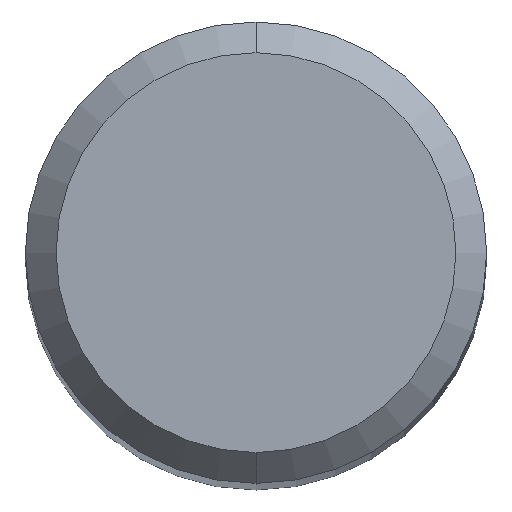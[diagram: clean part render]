
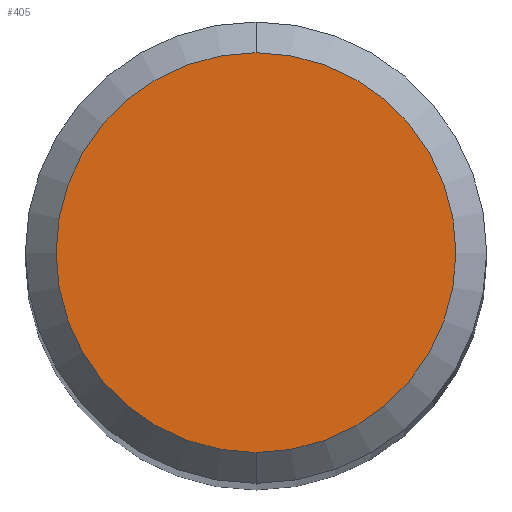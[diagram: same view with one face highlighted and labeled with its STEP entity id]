
A CAD part, top view. The second image highlights one B-rep face of the part: STEP entity #405.
In plain terms, the highlighted planar face has unit normal (0, 0, 1).
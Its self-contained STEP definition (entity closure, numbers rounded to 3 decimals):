
#231=EDGE_CURVE('',#379,#275,#542,.T.);
#247=EDGE_CURVE('',#275,#379,#560,.T.);
#275=VERTEX_POINT('',#590);
#379=VERTEX_POINT('',#705);
#405=ADVANCED_FACE('',(#733),#734,.T.);
#542=CIRCLE('',#913,2.6);
#560=CIRCLE('',#940,2.6);
#590=CARTESIAN_POINT('',(0.0,2.6,0.0));
#705=CARTESIAN_POINT('',(0.,-2.6,0.0));
#733=FACE_OUTER_BOUND('',#1321,.T.);
#734=PLANE('',#1322);
#913=AXIS2_PLACEMENT_3D('',#1496,#1497,#1498);
#940=AXIS2_PLACEMENT_3D('',#1519,#1520,#1521);
#1321=EDGE_LOOP('',(#1706,#1707));
#1322=AXIS2_PLACEMENT_3D('',#1708,#1709,#1710);
#1496=CARTESIAN_POINT('',(0.0,0.0,0.0));
#1497=DIRECTION('',(0.0,0.0,-1.0));
#1498=DIRECTION('',(0.0,1.0,0.0));
#1519=CARTESIAN_POINT('',(0.0,0.0,0.0));
#1520=DIRECTION('',(0.0,0.0,-1.0));
#1521=DIRECTION('',(0.0,1.0,0.0));
#1706=ORIENTED_EDGE('',*,*,#247,.F.);
#1707=ORIENTED_EDGE('',*,*,#231,.F.);
#1708=CARTESIAN_POINT('',(0.0,1.3,0.0));
#1709=DIRECTION('',(-0.0,0.0,1.0));
#1710=DIRECTION('',(0.0,-1.0,0.0));
